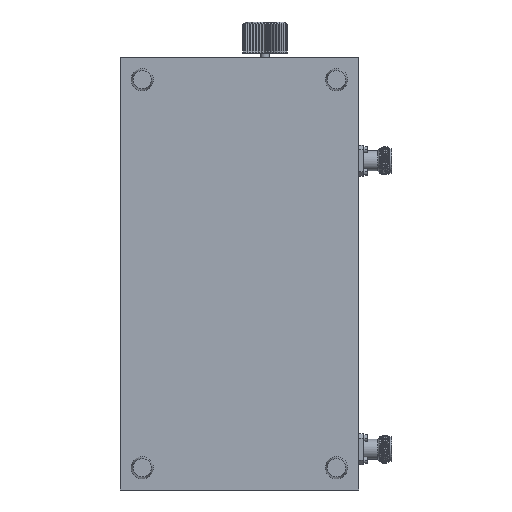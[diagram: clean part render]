
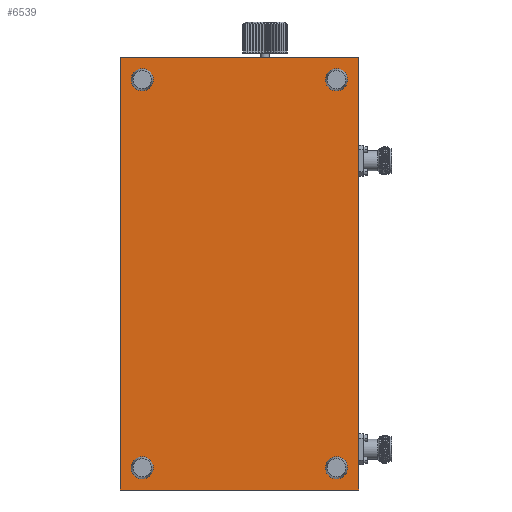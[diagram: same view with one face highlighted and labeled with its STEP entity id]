
A CAD part, front view. The second image highlights one B-rep face of the part: STEP entity #6539.
In plain terms, the highlighted planar face has unit normal (0, -1, 0).
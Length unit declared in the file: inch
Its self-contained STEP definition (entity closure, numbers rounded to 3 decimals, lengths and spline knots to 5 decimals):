
#99 = VERTEX_POINT ( 'NONE', #16757 ) ;
#1434 = PLANE ( 'NONE',  #27733 ) ;
#1582 = FACE_BOUND ( 'NONE', #2405, .T. ) ;
#1665 = CARTESIAN_POINT ( 'NONE',  ( 2.19, -1.375, -9.5 ) ) ;
#1718 = CIRCLE ( 'NONE', #9788, 0.25 ) ;
#1828 = DIRECTION ( 'NONE',  ( 0., -1., 0. ) ) ;
#1880 = EDGE_CURVE ( 'NONE', #2074, #26240, #8431, .T. ) ;
#2074 = VERTEX_POINT ( 'NONE', #24259 ) ;
#2405 = EDGE_LOOP ( 'NONE', ( #21107, #8344 ) ) ;
#2731 = CARTESIAN_POINT ( 'NONE',  ( -2.19, -1.375, -9.5 ) ) ;
#2735 = AXIS2_PLACEMENT_3D ( 'NONE', #26477, #4524, #21582 ) ;
#2815 = VECTOR ( 'NONE', #23219, 39.37008 ) ;
#2835 = CIRCLE ( 'NONE', #24531, 0.25 ) ;
#3194 = ORIENTED_EDGE ( 'NONE', *, *, #4843, .F. ) ;
#3458 = EDGE_CURVE ( 'NONE', #11793, #25485, #4087, .T. ) ;
#4087 = LINE ( 'NONE', #30793, #9298 ) ;
#4433 = EDGE_CURVE ( 'NONE', #25584, #25861, #12399, .T. ) ;
#4524 = DIRECTION ( 'NONE',  ( 0., -1., 0. ) ) ;
#4566 = EDGE_CURVE ( 'NONE', #27749, #11793, #27346, .T. ) ;
#4820 = DIRECTION ( 'NONE',  ( 1., 0., 0. ) ) ;
#4843 = EDGE_CURVE ( 'NONE', #28726, #99, #2835, .T. ) ;
#4846 = DIRECTION ( 'NONE',  ( 0., 0., -1. ) ) ;
#5729 = DIRECTION ( 'NONE',  ( 0., -1., 0. ) ) ;
#5877 = ORIENTED_EDGE ( 'NONE', *, *, #1880, .F. ) ;
#5881 = FACE_BOUND ( 'NONE', #28962, .T. ) ;
#6174 = CARTESIAN_POINT ( 'NONE',  ( -2.69, -1.375, -9.75 ) ) ;
#6186 = CIRCLE ( 'NONE', #9736, 0.25 ) ;
#6539 = ADVANCED_FACE ( 'NONE', ( #8243, #23076, #5881, #1582, #27966 ), #1434, .T. ) ;
#7063 = CARTESIAN_POINT ( 'NONE',  ( -2.19, -1.375, -9.25 ) ) ;
#7290 = AXIS2_PLACEMENT_3D ( 'NONE', #21031, #26255, #25924 ) ;
#7384 = DIRECTION ( 'NONE',  ( 0., -1., 0. ) ) ;
#7653 = CARTESIAN_POINT ( 'NONE',  ( -2.69, -1.375, -9.75 ) ) ;
#7785 = VERTEX_POINT ( 'NONE', #2731 ) ;
#8243 = FACE_OUTER_BOUND ( 'NONE', #8864, .T. ) ;
#8344 = ORIENTED_EDGE ( 'NONE', *, *, #29135, .F. ) ;
#8431 = CIRCLE ( 'NONE', #21544, 0.25 ) ;
#8660 = ORIENTED_EDGE ( 'NONE', *, *, #23503, .T. ) ;
#8701 = CARTESIAN_POINT ( 'NONE',  ( -2.69, -1.375, -9.75 ) ) ;
#8864 = EDGE_LOOP ( 'NONE', ( #28820, #18566, #8660, #23002 ) ) ;
#9239 = LINE ( 'NONE', #19044, #29049 ) ;
#9298 = VECTOR ( 'NONE', #23839, 39.37008 ) ;
#9307 = CIRCLE ( 'NONE', #2735, 0.25 ) ;
#9381 = CARTESIAN_POINT ( 'NONE',  ( -2.19, -1.375, -9. ) ) ;
#9736 = AXIS2_PLACEMENT_3D ( 'NONE', #21113, #28365, #30749 ) ;
#9763 = EDGE_LOOP ( 'NONE', ( #19986, #13137 ) ) ;
#9788 = AXIS2_PLACEMENT_3D ( 'NONE', #15538, #5729, #17738 ) ;
#10896 = AXIS2_PLACEMENT_3D ( 'NONE', #28973, #26458, #14466 ) ;
#11240 = ORIENTED_EDGE ( 'NONE', *, *, #27801, .F. ) ;
#11483 = CARTESIAN_POINT ( 'NONE',  ( 2.19, -1.375, -9.25 ) ) ;
#11793 = VERTEX_POINT ( 'NONE', #16629 ) ;
#11891 = EDGE_LOOP ( 'NONE', ( #3194, #11240 ) ) ;
#12399 = CIRCLE ( 'NONE', #10896, 0.25 ) ;
#13137 = ORIENTED_EDGE ( 'NONE', *, *, #20127, .F. ) ;
#13645 = CARTESIAN_POINT ( 'NONE',  ( -2.19, -1.375, -0.75 ) ) ;
#13748 = DIRECTION ( 'NONE',  ( 0., -1., 0. ) ) ;
#14364 = CARTESIAN_POINT ( 'NONE',  ( -2.19, -1.375, -0.25 ) ) ;
#14466 = DIRECTION ( 'NONE',  ( 0., 0., -1. ) ) ;
#15538 = CARTESIAN_POINT ( 'NONE',  ( 2.19, -1.375, -0.5 ) ) ;
#16131 = DIRECTION ( 'NONE',  ( 0., 0., -1. ) ) ;
#16629 = CARTESIAN_POINT ( 'NONE',  ( -2.69, -1.375, 0. ) ) ;
#16696 = LINE ( 'NONE', #28694, #29536 ) ;
#16757 = CARTESIAN_POINT ( 'NONE',  ( 2.19, -1.375, -0.25 ) ) ;
#16930 = AXIS2_PLACEMENT_3D ( 'NONE', #7063, #7384, #4846 ) ;
#17738 = DIRECTION ( 'NONE',  ( 0., 0., -1. ) ) ;
#18566 = ORIENTED_EDGE ( 'NONE', *, *, #4566, .F. ) ;
#18941 = EDGE_CURVE ( 'NONE', #26240, #2074, #9307, .T. ) ;
#19044 = CARTESIAN_POINT ( 'NONE',  ( -2.69, -1.375, -9.75 ) ) ;
#19603 = CARTESIAN_POINT ( 'NONE',  ( 2.19, -1.375, -0.5 ) ) ;
#19748 = DIRECTION ( 'NONE',  ( 0., -1., 0. ) ) ;
#19896 = DIRECTION ( 'NONE',  ( 0., 0., -1. ) ) ;
#19986 = ORIENTED_EDGE ( 'NONE', *, *, #27921, .F. ) ;
#20127 = EDGE_CURVE ( 'NONE', #25526, #7785, #29029, .T. ) ;
#20821 = VERTEX_POINT ( 'NONE', #25922 ) ;
#21031 = CARTESIAN_POINT ( 'NONE',  ( -2.19, -1.375, -9.25 ) ) ;
#21107 = ORIENTED_EDGE ( 'NONE', *, *, #4433, .F. ) ;
#21113 = CARTESIAN_POINT ( 'NONE',  ( -2.19, -1.375, -0.5 ) ) ;
#21544 = AXIS2_PLACEMENT_3D ( 'NONE', #11483, #1828, #25537 ) ;
#21582 = DIRECTION ( 'NONE',  ( 0., 0., -1. ) ) ;
#23002 = ORIENTED_EDGE ( 'NONE', *, *, #26286, .T. ) ;
#23076 = FACE_BOUND ( 'NONE', #9763, .T. ) ;
#23219 = DIRECTION ( 'NONE',  ( 0., 0., 1. ) ) ;
#23503 = EDGE_CURVE ( 'NONE', #27749, #20821, #9239, .T. ) ;
#23839 = DIRECTION ( 'NONE',  ( 1., 0., 0. ) ) ;
#23940 = DIRECTION ( 'NONE',  ( 0., 0., 1. ) ) ;
#24259 = CARTESIAN_POINT ( 'NONE',  ( 2.19, -1.375, -9. ) ) ;
#24531 = AXIS2_PLACEMENT_3D ( 'NONE', #19603, #19748, #19896 ) ;
#25331 = CARTESIAN_POINT ( 'NONE',  ( 2.69, -1.375, 0. ) ) ;
#25485 = VERTEX_POINT ( 'NONE', #25331 ) ;
#25526 = VERTEX_POINT ( 'NONE', #9381 ) ;
#25537 = DIRECTION ( 'NONE',  ( 0., 0., -1. ) ) ;
#25584 = VERTEX_POINT ( 'NONE', #13645 ) ;
#25861 = VERTEX_POINT ( 'NONE', #14364 ) ;
#25922 = CARTESIAN_POINT ( 'NONE',  ( 2.69, -1.375, -9.75 ) ) ;
#25924 = DIRECTION ( 'NONE',  ( 0., 0., -1. ) ) ;
#26240 = VERTEX_POINT ( 'NONE', #1665 ) ;
#26255 = DIRECTION ( 'NONE',  ( 0., -1., 0. ) ) ;
#26286 = EDGE_CURVE ( 'NONE', #20821, #25485, #16696, .T. ) ;
#26458 = DIRECTION ( 'NONE',  ( 0., -1., 0. ) ) ;
#26477 = CARTESIAN_POINT ( 'NONE',  ( 2.19, -1.375, -9.25 ) ) ;
#26576 = ORIENTED_EDGE ( 'NONE', *, *, #18941, .F. ) ;
#27346 = LINE ( 'NONE', #8701, #2815 ) ;
#27733 = AXIS2_PLACEMENT_3D ( 'NONE', #6174, #13748, #16131 ) ;
#27749 = VERTEX_POINT ( 'NONE', #7653 ) ;
#27801 = EDGE_CURVE ( 'NONE', #99, #28726, #1718, .T. ) ;
#27921 = EDGE_CURVE ( 'NONE', #7785, #25526, #28963, .T. ) ;
#27966 = FACE_BOUND ( 'NONE', #11891, .T. ) ;
#28365 = DIRECTION ( 'NONE',  ( 0., -1., 0. ) ) ;
#28694 = CARTESIAN_POINT ( 'NONE',  ( 2.69, -1.375, -9.75 ) ) ;
#28726 = VERTEX_POINT ( 'NONE', #30019 ) ;
#28820 = ORIENTED_EDGE ( 'NONE', *, *, #3458, .F. ) ;
#28962 = EDGE_LOOP ( 'NONE', ( #26576, #5877 ) ) ;
#28963 = CIRCLE ( 'NONE', #7290, 0.25 ) ;
#28973 = CARTESIAN_POINT ( 'NONE',  ( -2.19, -1.375, -0.5 ) ) ;
#29029 = CIRCLE ( 'NONE', #16930, 0.25 ) ;
#29049 = VECTOR ( 'NONE', #4820, 39.37008 ) ;
#29135 = EDGE_CURVE ( 'NONE', #25861, #25584, #6186, .T. ) ;
#29536 = VECTOR ( 'NONE', #23940, 39.37008 ) ;
#30019 = CARTESIAN_POINT ( 'NONE',  ( 2.19, -1.375, -0.75 ) ) ;
#30749 = DIRECTION ( 'NONE',  ( 0., 0., -1. ) ) ;
#30793 = CARTESIAN_POINT ( 'NONE',  ( -2.69, -1.375, 0. ) ) ;
